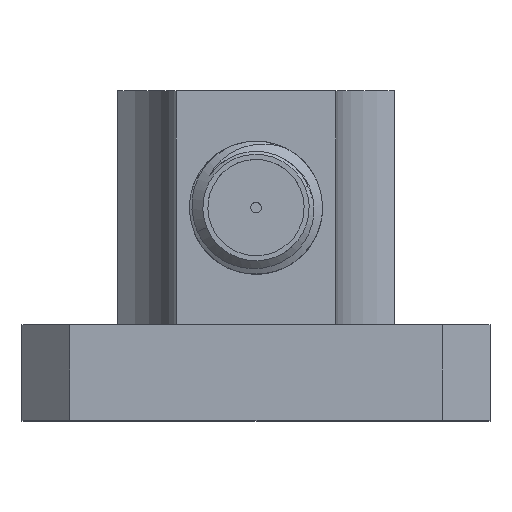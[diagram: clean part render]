
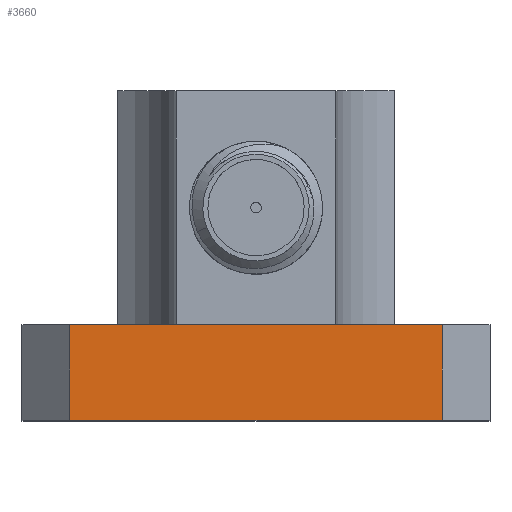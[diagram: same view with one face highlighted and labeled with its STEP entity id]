
A CAD part, top view. The second image highlights one B-rep face of the part: STEP entity #3660.
In plain terms, the highlighted planar face has unit normal (0, 0, 1).
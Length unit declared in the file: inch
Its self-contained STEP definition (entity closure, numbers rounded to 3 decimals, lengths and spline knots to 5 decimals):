
#11 = EDGE_CURVE ( 'NONE', #5717, #4152, #5629, .T. ) ;
#46 = CARTESIAN_POINT ( 'NONE',  ( 0.35, 0.18, 0.44 ) ) ;
#775 = VECTOR ( 'NONE', #3381, 39.37008 ) ;
#1285 = DIRECTION ( 'NONE',  ( 0., 0., -1. ) ) ;
#1325 = VECTOR ( 'NONE', #7409, 39.37008 ) ;
#1661 = CARTESIAN_POINT ( 'NONE',  ( -0.35, 0., 0.44 ) ) ;
#1848 = EDGE_CURVE ( 'NONE', #4855, #5717, #7264, .T. ) ;
#2137 = CARTESIAN_POINT ( 'NONE',  ( 0.35, 0.18, 0.44 ) ) ;
#2482 = PLANE ( 'NONE',  #4387 ) ;
#3381 = DIRECTION ( 'NONE',  ( 0., 1., 0. ) ) ;
#3589 = ORIENTED_EDGE ( 'NONE', *, *, #11, .T. ) ;
#3660 = ADVANCED_FACE ( 'NONE', ( #7360 ), #2482, .F. ) ;
#3796 = VECTOR ( 'NONE', #5192, 39.37008 ) ;
#4152 = VERTEX_POINT ( 'NONE', #7211 ) ;
#4231 = CARTESIAN_POINT ( 'NONE',  ( 0., 0.18, 0.44 ) ) ;
#4387 = AXIS2_PLACEMENT_3D ( 'NONE', #4231, #1285, #4925 ) ;
#4436 = ORIENTED_EDGE ( 'NONE', *, *, #1848, .T. ) ;
#4717 = EDGE_LOOP ( 'NONE', ( #6622, #4436, #3589, #6574 ) ) ;
#4774 = EDGE_CURVE ( 'NONE', #4855, #6716, #7665, .T. ) ;
#4855 = VERTEX_POINT ( 'NONE', #6528 ) ;
#4866 = CARTESIAN_POINT ( 'NONE',  ( -0.35, 0., 0.44 ) ) ;
#4925 = DIRECTION ( 'NONE',  ( -1., 0., 0. ) ) ;
#5167 = LINE ( 'NONE', #2137, #775 ) ;
#5192 = DIRECTION ( 'NONE',  ( 1., 0., 0. ) ) ;
#5258 = EDGE_CURVE ( 'NONE', #4152, #6716, #5167, .T. ) ;
#5620 = VECTOR ( 'NONE', #6996, 39.37008 ) ;
#5629 = LINE ( 'NONE', #6913, #5620 ) ;
#5717 = VERTEX_POINT ( 'NONE', #1661 ) ;
#6528 = CARTESIAN_POINT ( 'NONE',  ( -0.35, 0.18, 0.44 ) ) ;
#6574 = ORIENTED_EDGE ( 'NONE', *, *, #5258, .T. ) ;
#6622 = ORIENTED_EDGE ( 'NONE', *, *, #4774, .F. ) ;
#6716 = VERTEX_POINT ( 'NONE', #46 ) ;
#6913 = CARTESIAN_POINT ( 'NONE',  ( 0., 0., 0.44 ) ) ;
#6996 = DIRECTION ( 'NONE',  ( 1., 0., 0. ) ) ;
#7211 = CARTESIAN_POINT ( 'NONE',  ( 0.35, 0., 0.44 ) ) ;
#7264 = LINE ( 'NONE', #4866, #1325 ) ;
#7360 = FACE_OUTER_BOUND ( 'NONE', #4717, .T. ) ;
#7409 = DIRECTION ( 'NONE',  ( 0., -1., 0. ) ) ;
#7627 = CARTESIAN_POINT ( 'NONE',  ( 0., 0.18, 0.44 ) ) ;
#7665 = LINE ( 'NONE', #7627, #3796 ) ;
